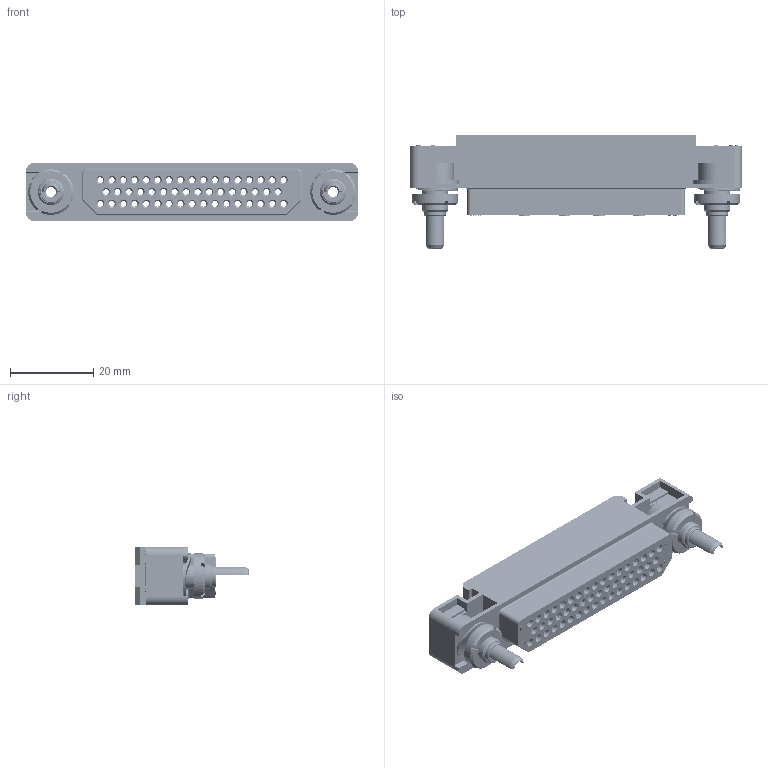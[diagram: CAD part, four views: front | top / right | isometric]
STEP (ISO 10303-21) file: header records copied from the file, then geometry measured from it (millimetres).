
FILE_DESCRIPTION((''),'2;1');
FILE_NAME('1900ND01S2B00A','2020-08-05T',('presta_be4'),(''),'CREO PARAMETRIC BY PTC INC, 2018360','CREO PARAMETRIC BY PTC INC, 2018360','');
FILE_SCHEMA(('CONFIG_CONTROL_DESIGN'));
Products named in the file (1): 1900ND01S2B00A
Bounding box: 80 x 27.27 x 14 mm (x, y, z)
Volume: 12581.8 mm3; surface area: 17794.6 mm2
Topology: 13 solids, 13 shells, 4349 faces, 11980 edges, 7960 vertices
Faces by surface type: plane 2413, cylinder 1136, cone 544, bspline 200, torus 30, extrusion 26
Entity records: 169930 total; most frequent: CARTESIAN_POINT 57653, ORIENTED_EDGE 23952, DIRECTION 22736, EDGE_CURVE 11976, VERTEX_POINT 7960, AXIS2_PLACEMENT_3D 7797, VECTOR 7142, LINE 7116
